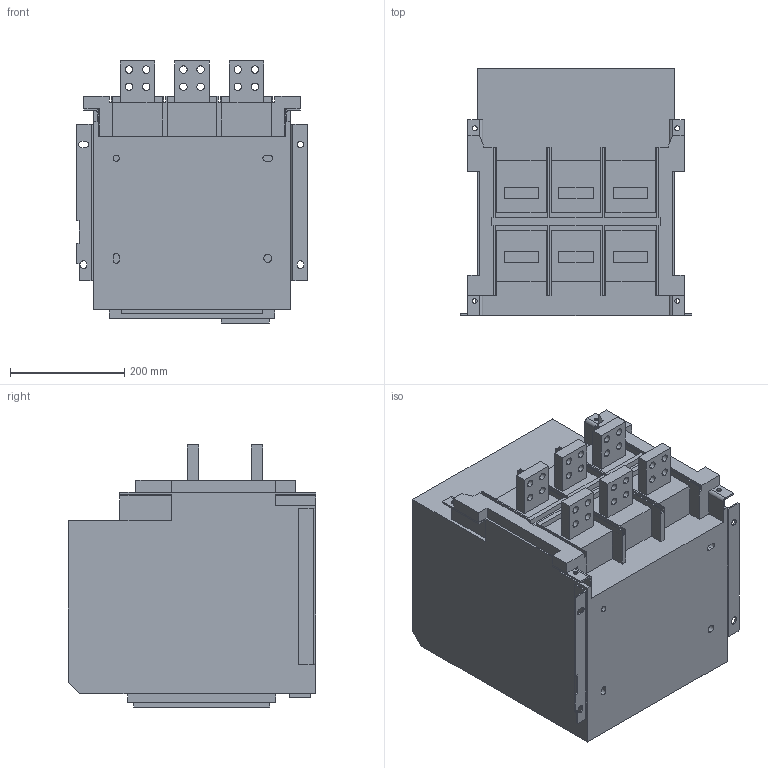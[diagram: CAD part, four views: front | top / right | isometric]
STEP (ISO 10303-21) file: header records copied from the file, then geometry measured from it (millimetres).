
FILE_DESCRIPTION (( 'STEP AP214' ), '1' );
FILE_NAME ('臍-45-mccb45-2000-2000v.STEP', '2021-01-27T06:48:37', ( '' ), ( '' ), 'SwSTEP 2.0', 'SolidWorks 2021', '' );
FILE_SCHEMA (( 'AUTOMOTIVE_DESIGN' ));
Length unit declared in the file: millimetre
Products named in the file (1): 臍-45-mccb45-2000-2000v
Bounding box: 405 x 432 x 458 mm (x, y, z)
Volume: 49484544 mm3; surface area: 1360280.1 mm2
Topology: 3 solids, 3 shells, 964 faces, 2694 edges, 1794 vertices
Faces by surface type: plane 540, bspline 321, cylinder 103
Entity records: 51253 total; most frequent: CARTESIAN_POINT 20014, ORIENTED_EDGE 5388, DIRECTION 3546, EDGE_CURVE 2694, LINE 1846, VECTOR 1846, VERTEX_POINT 1794, EDGE_LOOP 1098
